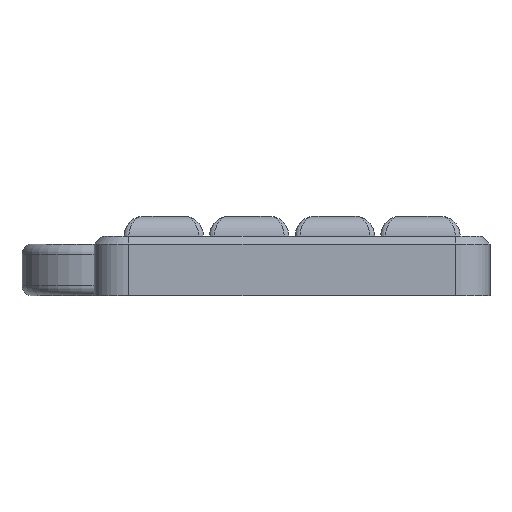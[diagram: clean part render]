
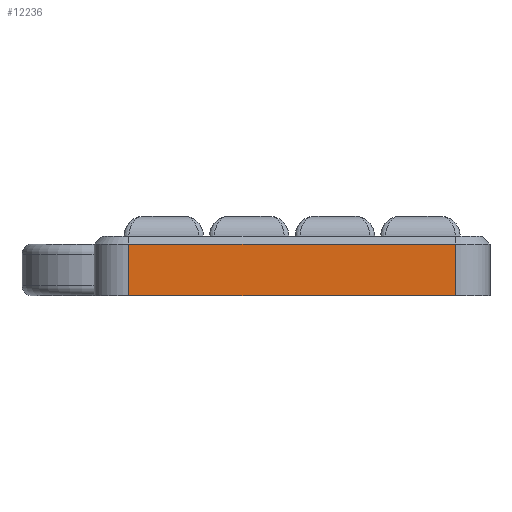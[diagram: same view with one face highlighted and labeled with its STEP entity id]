
A CAD part, left-side view. The second image highlights one B-rep face of the part: STEP entity #12236.
In plain terms, the highlighted planar face has unit normal (-1, 0, 0).
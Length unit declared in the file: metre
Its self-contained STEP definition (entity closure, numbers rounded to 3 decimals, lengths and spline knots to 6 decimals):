
#2930=ORIENTED_EDGE('',*,*,#5774,.F.);
#2931=ORIENTED_EDGE('',*,*,#5775,.F.);
#2932=ORIENTED_EDGE('',*,*,#5776,.T.);
#2933=ORIENTED_EDGE('',*,*,#5777,.T.);
#5774=EDGE_CURVE('',#7236,#7237,#8226,.T.);
#5775=EDGE_CURVE('',#7238,#7236,#8227,.T.);
#5776=EDGE_CURVE('',#7238,#7239,#8228,.T.);
#5777=EDGE_CURVE('',#7239,#7237,#8229,.F.);
#7236=VERTEX_POINT('',#21769);
#7237=VERTEX_POINT('',#21770);
#7238=VERTEX_POINT('',#21772);
#7239=VERTEX_POINT('',#21774);
#8226=LINE('',#21768,#9220);
#8227=LINE('',#21771,#9221);
#8228=LINE('',#21773,#9222);
#8229=LINE('',#21775,#9223);
#9220=VECTOR('',#16490,1.);
#9221=VECTOR('',#16491,1.);
#9222=VECTOR('',#16492,1.);
#9223=VECTOR('',#16493,1.);
#10168=EDGE_LOOP('',(#2930,#2931,#2932,#2933));
#11052=FACE_BOUND('',#10168,.T.);
#11696=PLANE('',#13921);
#12236=ADVANCED_FACE('',(#11052),#11696,.F.);
#13921=AXIS2_PLACEMENT_3D('',#21767,#16488,#16489);
#16488=DIRECTION('',(1.,0.,0.));
#16489=DIRECTION('',(0.,1.,0.));
#16490=DIRECTION('',(0.,0.,1.));
#16491=DIRECTION('',(0.,1.,0.));
#16492=DIRECTION('',(0.,0.,1.));
#16493=DIRECTION('',(0.,-1.,0.));
#21767=CARTESIAN_POINT('',(-0.023559,0.03038,0.));
#21768=CARTESIAN_POINT('',(-0.023559,0.03858,0.));
#21769=CARTESIAN_POINT('',(-0.023559,0.03858,-0.002));
#21770=CARTESIAN_POINT('',(-0.023559,0.03858,0.0006));
#21771=CARTESIAN_POINT('',(-0.023559,0.03038,-0.002));
#21772=CARTESIAN_POINT('',(-0.023559,0.02218,-0.002));
#21773=CARTESIAN_POINT('',(-0.023559,0.02218,0.));
#21774=CARTESIAN_POINT('',(-0.023559,0.02218,0.0006));
#21775=CARTESIAN_POINT('',(-0.023559,0.03038,0.0006));
